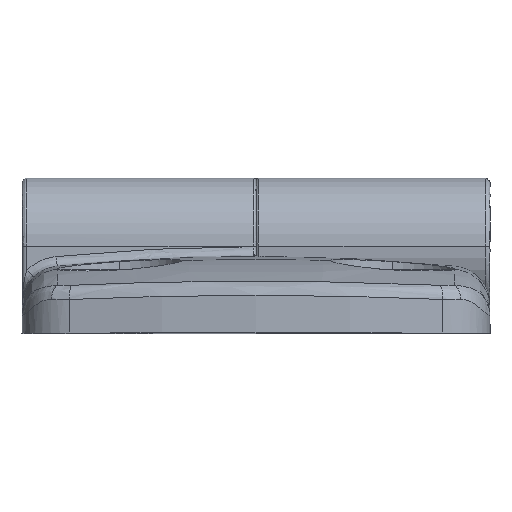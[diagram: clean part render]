
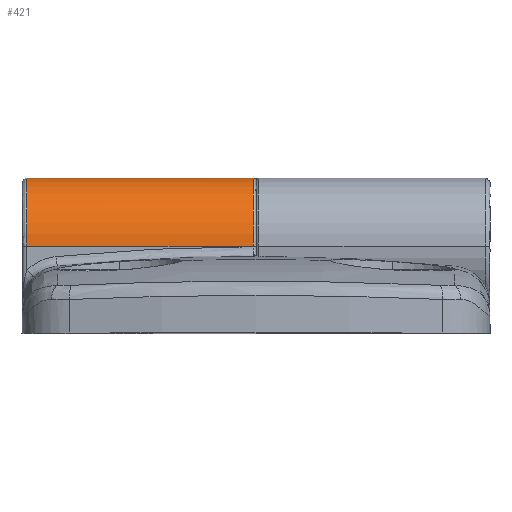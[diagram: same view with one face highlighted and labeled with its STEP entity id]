
A CAD part, top view. The second image highlights one B-rep face of the part: STEP entity #421.
In plain terms, the highlighted cylindrical face has radius 7 mm (diameter 14 mm), a partial arc.
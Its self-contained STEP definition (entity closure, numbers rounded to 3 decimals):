
#79 = FACE_OUTER_BOUND ( 'NONE', #6550, .T. ) ;
#285 = VERTEX_POINT ( 'NONE', #5398 ) ;
#342 = CIRCLE ( 'NONE', #4905, 7. ) ;
#421 = ADVANCED_FACE ( 'NONE', ( #79 ), #6075, .T. ) ;
#471 = EDGE_CURVE ( 'NONE', #9017, #285, #342, .T. ) ;
#863 = CARTESIAN_POINT ( 'NONE',  ( -23.5, 10.172, -6.92 ) ) ;
#1321 = CARTESIAN_POINT ( 'NONE',  ( -23.5, 14.332, -4.518 ) ) ;
#1577 = CARTESIAN_POINT ( 'NONE',  ( -24., 8.95, 0. ) ) ;
#1825 = B_SPLINE_CURVE_WITH_KNOTS ( 'NONE', 3,
 ( #5648, #4014, #7109, #6324, #6312, #7070, #7465, #7433, #3812, #7397, #4250, #4920, #3913, #9734, #3278, #5181, #9538, #7288, #1321, #3049, #3091, #2200, #2252, #863, #2354, #3148 ),
 .UNSPECIFIED., .F., .F.,
 ( 4, 2, 2, 2, 2, 2, 2, 2, 2, 2, 2, 2, 4 ),
 ( 0., 0.083, 0.167, 0.25, 0.333, 0.417, 0.5, 0.583, 0.667, 0.75, 0.833, 0.917, 1. ),
 .UNSPECIFIED. ) ;
#2071 = DIRECTION ( 'NONE',  ( 1., 0., 0. ) ) ;
#2200 = CARTESIAN_POINT ( 'NONE',  ( -23.5, 11.921, -6.368 ) ) ;
#2252 = CARTESIAN_POINT ( 'NONE',  ( -23.5, 11.352, -6.603 ) ) ;
#2354 = CARTESIAN_POINT ( 'NONE',  ( -23.5, 9.561, -7. ) ) ;
#2474 = AXIS2_PLACEMENT_3D ( 'NONE', #1577, #10564, #4311 ) ;
#2572 = EDGE_CURVE ( 'NONE', #8651, #9017, #9364, .T. ) ;
#2918 = VERTEX_POINT ( 'NONE', #9194 ) ;
#2952 = ORIENTED_EDGE ( 'NONE', *, *, #471, .F. ) ;
#3049 = CARTESIAN_POINT ( 'NONE',  ( -23.5, 13.468, -5.382 ) ) ;
#3091 = CARTESIAN_POINT ( 'NONE',  ( -23.5, 12.979, -5.757 ) ) ;
#3148 = CARTESIAN_POINT ( 'NONE',  ( -23.5, 8.95, -7. ) ) ;
#3278 = CARTESIAN_POINT ( 'NONE',  ( -23.5, 15.87, -1.222 ) ) ;
#3376 = VECTOR ( 'NONE', #9074, 1000. ) ;
#3561 = LINE ( 'NONE', #5984, #9850 ) ;
#3812 = CARTESIAN_POINT ( 'NONE',  ( -23.5, 14.707, 4.029 ) ) ;
#3913 = CARTESIAN_POINT ( 'NONE',  ( -23.5, 15.95, 0.611 ) ) ;
#3964 = DIRECTION ( 'NONE',  ( 1., 0., 0. ) ) ;
#4014 = CARTESIAN_POINT ( 'NONE',  ( -23.5, 9.561, 7. ) ) ;
#4250 = CARTESIAN_POINT ( 'NONE',  ( -23.5, 15.553, 2.402 ) ) ;
#4311 = DIRECTION ( 'NONE',  ( 0., 0., -1. ) ) ;
#4627 = DIRECTION ( 'NONE',  ( 0., 0., 1. ) ) ;
#4765 = EDGE_CURVE ( 'NONE', #2918, #8651, #1825, .T. ) ;
#4905 = AXIS2_PLACEMENT_3D ( 'NONE', #5138, #3964, #4627 ) ;
#4920 = CARTESIAN_POINT ( 'NONE',  ( -23.5, 15.87, 1.222 ) ) ;
#5138 = CARTESIAN_POINT ( 'NONE',  ( -0.3, 8.95, 0. ) ) ;
#5181 = CARTESIAN_POINT ( 'NONE',  ( -23.5, 15.553, -2.402 ) ) ;
#5398 = CARTESIAN_POINT ( 'NONE',  ( -0.3, 8.95, 7. ) ) ;
#5648 = CARTESIAN_POINT ( 'NONE',  ( -23.5, 8.95, 7. ) ) ;
#5652 = EDGE_CURVE ( 'NONE', #2918, #285, #3561, .T. ) ;
#5984 = CARTESIAN_POINT ( 'NONE',  ( -24., 8.95, 7. ) ) ;
#6075 = CYLINDRICAL_SURFACE ( 'NONE', #2474, 7. ) ;
#6205 = ORIENTED_EDGE ( 'NONE', *, *, #5652, .T. ) ;
#6312 = CARTESIAN_POINT ( 'NONE',  ( -23.5, 11.921, 6.368 ) ) ;
#6317 = ORIENTED_EDGE ( 'NONE', *, *, #4765, .F. ) ;
#6324 = CARTESIAN_POINT ( 'NONE',  ( -23.5, 11.352, 6.603 ) ) ;
#6550 = EDGE_LOOP ( 'NONE', ( #10118, #6317, #6205, #2952 ) ) ;
#6766 = CARTESIAN_POINT ( 'NONE',  ( -0.3, 8.95, -7. ) ) ;
#7070 = CARTESIAN_POINT ( 'NONE',  ( -23.5, 12.979, 5.757 ) ) ;
#7109 = CARTESIAN_POINT ( 'NONE',  ( -23.5, 10.172, 6.92 ) ) ;
#7288 = CARTESIAN_POINT ( 'NONE',  ( -23.5, 14.707, -4.029 ) ) ;
#7397 = CARTESIAN_POINT ( 'NONE',  ( -23.5, 15.318, 2.971 ) ) ;
#7433 = CARTESIAN_POINT ( 'NONE',  ( -23.5, 14.332, 4.518 ) ) ;
#7465 = CARTESIAN_POINT ( 'NONE',  ( -23.5, 13.468, 5.382 ) ) ;
#7569 = CARTESIAN_POINT ( 'NONE',  ( -24., 8.95, -7. ) ) ;
#8651 = VERTEX_POINT ( 'NONE', #10460 ) ;
#9017 = VERTEX_POINT ( 'NONE', #6766 ) ;
#9074 = DIRECTION ( 'NONE',  ( 1., 0., 0. ) ) ;
#9194 = CARTESIAN_POINT ( 'NONE',  ( -23.5, 8.95, 7. ) ) ;
#9364 = LINE ( 'NONE', #7569, #3376 ) ;
#9538 = CARTESIAN_POINT ( 'NONE',  ( -23.5, 15.318, -2.971 ) ) ;
#9734 = CARTESIAN_POINT ( 'NONE',  ( -23.5, 15.95, -0.611 ) ) ;
#9850 = VECTOR ( 'NONE', #2071, 1000. ) ;
#10118 = ORIENTED_EDGE ( 'NONE', *, *, #2572, .F. ) ;
#10460 = CARTESIAN_POINT ( 'NONE',  ( -23.5, 8.95, -7. ) ) ;
#10564 = DIRECTION ( 'NONE',  ( 1., 0., 0. ) ) ;
